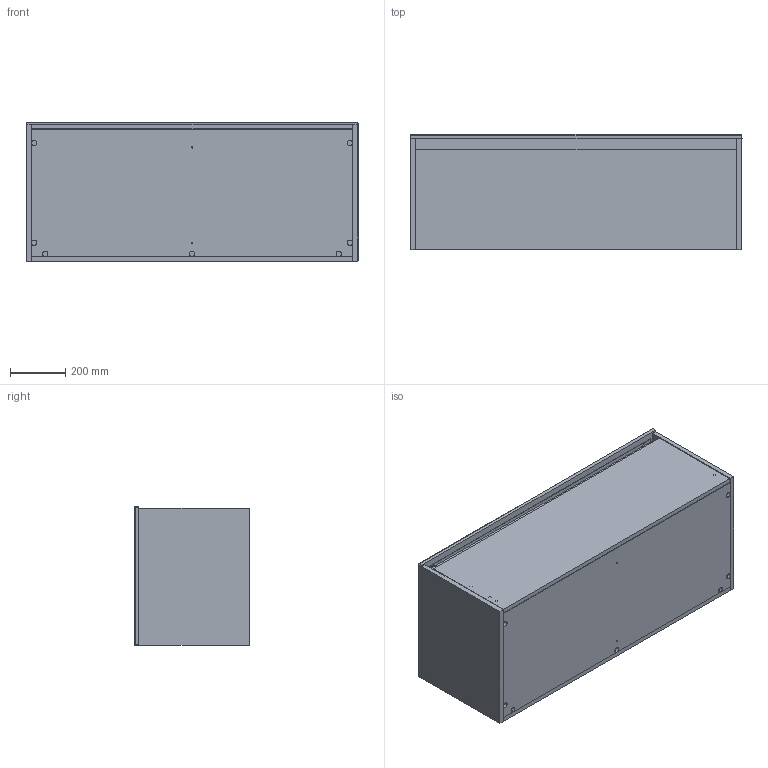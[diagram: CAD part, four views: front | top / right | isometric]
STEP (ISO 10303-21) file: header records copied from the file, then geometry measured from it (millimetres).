
FILE_DESCRIPTION (( 'STEP AP203' ), '1' );
FILE_NAME ('405_1200CW1DR_Kayla.STEP', '2022-04-06T23:45:16', ( '' ), ( '' ), 'SwSTEP 2.0', 'SolidWorks 2020', '' );
FILE_SCHEMA (( 'CONFIG_CONTROL_DESIGN' ));
Length unit declared in the file: millimetre
Products named in the file (10): PL001065; F405_1200W1DR; PL001054; Top Stretcher; PL001002; Lauretta_1200C; PL001003; PL001053; 405_1200CW1DR_Kayla; PL001052
Assembly tree (10 placements, depth 3):
  405_1200CW1DR_Kayla
    Lauretta_1200C
    F405_1200W1DR
      PL001003
      PL001002
      PL001054
      PL001053
      PL001052
      PL001065
      Top Stretcher  x2
Bounding box: 1200 x 415 x 500 mm (x, y, z)
Volume: 42044359.3 mm3; surface area: 5739562.4 mm2
Topology: 9 solids, 9 shells, 296 faces, 670 edges, 404 vertices
Faces by surface type: cylinder 120, plane 96, bspline 66, sphere 12, cone 2
Entity records: 22823 total; most frequent: CARTESIAN_POINT 15624, ORIENTED_EDGE 1292, DIRECTION 1231, EDGE_CURVE 646, AXIS2_PLACEMENT_3D 481, VERTEX_POINT 396, EDGE_LOOP 340, ADVANCED_FACE 290
